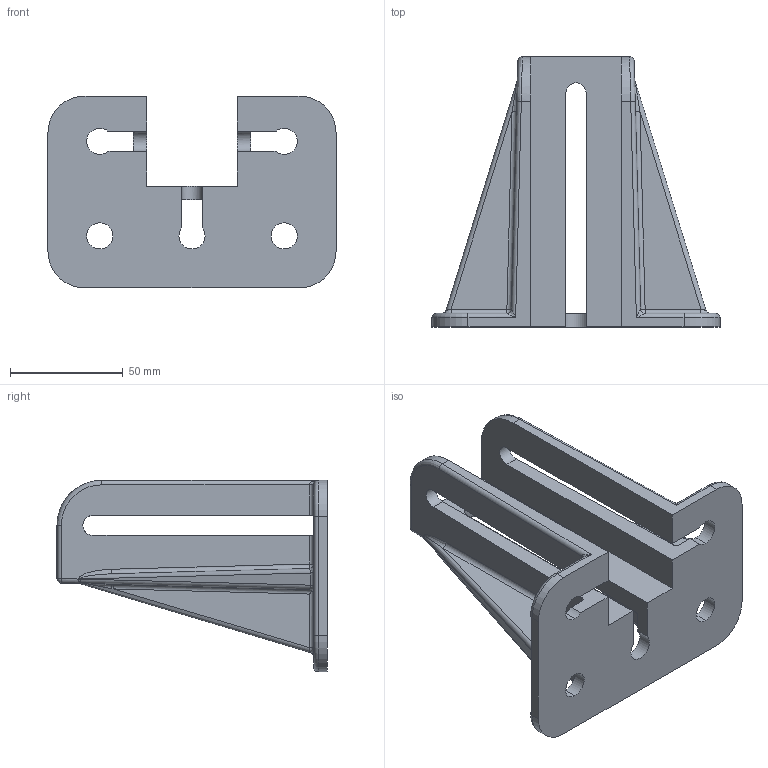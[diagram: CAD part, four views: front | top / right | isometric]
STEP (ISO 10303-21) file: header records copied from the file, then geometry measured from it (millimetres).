
FILE_DESCRIPTION (( 'STEP AP203' ), '1' );
FILE_NAME ('ALF-FS-A4040.step', '2024-08-16T12:37:25', ( '' ), ( '' ), 'SwSTEP 2.0', 'SolidWorks 2022', '' );
FILE_SCHEMA (( 'CONFIG_CONTROL_DESIGN' ));
Length unit declared in the file: millimetre
Products named in the file (1): ALF-FS-A4040
Bounding box: 128 x 120 x 85 mm (x, y, z)
Volume: 181813.3 mm3; surface area: 60111.8 mm2
Topology: 1 solids, 1 shells, 144 faces, 374 edges, 218 vertices
Faces by surface type: cylinder 68, bspline 32, plane 32, sphere 8, torus 4
Entity records: 5266 total; most frequent: CARTESIAN_POINT 1972, ORIENTED_EDGE 732, DIRECTION 642, EDGE_CURVE 366, AXIS2_PLACEMENT_3D 236, VERTEX_POINT 218, VECTOR 170, LINE 170
